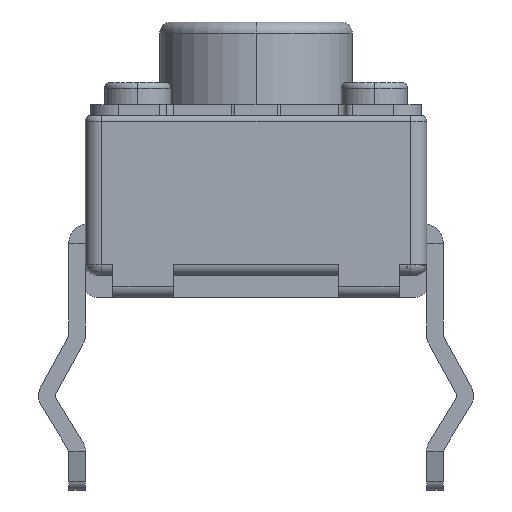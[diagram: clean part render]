
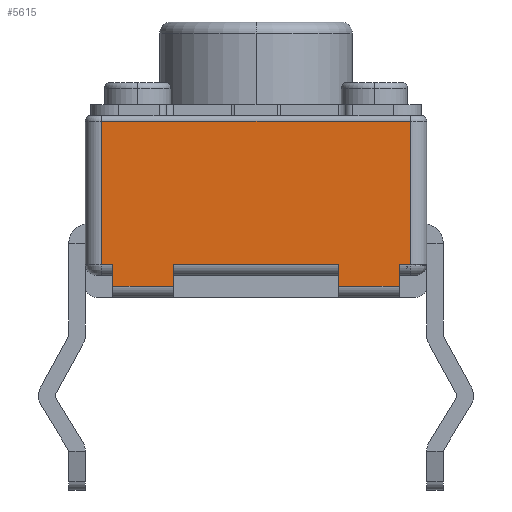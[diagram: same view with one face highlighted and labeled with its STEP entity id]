
A CAD part, front view. The second image highlights one B-rep face of the part: STEP entity #5615.
In plain terms, the highlighted planar face has unit normal (0, -1, 0).
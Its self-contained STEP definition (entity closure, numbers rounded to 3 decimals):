
#1860 = VERTEX_POINT('',#1861);
#1861 = CARTESIAN_POINT('',(-1.5,-3.1,0.6));
#1868 = EDGE_CURVE('',#1860,#1869,#1871,.T.);
#1869 = VERTEX_POINT('',#1870);
#1870 = CARTESIAN_POINT('',(-1.5,-3.1,0.2));
#1871 = LINE('',#1872,#1873);
#1872 = CARTESIAN_POINT('',(-1.5,-3.1,0.4));
#1873 = VECTOR('',#1874,1.);
#1874 = DIRECTION('',(0.,0.,-1.));
#1922 = EDGE_CURVE('',#1923,#1925,#1927,.T.);
#1923 = VERTEX_POINT('',#1924);
#1924 = CARTESIAN_POINT('',(1.5,-3.1,0.2));
#1925 = VERTEX_POINT('',#1926);
#1926 = CARTESIAN_POINT('',(1.5,-3.1,0.6));
#1927 = LINE('',#1928,#1929);
#1928 = CARTESIAN_POINT('',(1.5,-3.1,0.4));
#1929 = VECTOR('',#1930,1.);
#1930 = DIRECTION('',(0.,0.,1.));
#3338 = VERTEX_POINT('',#3339);
#3339 = CARTESIAN_POINT('',(-2.6,-3.1,0.2));
#3346 = EDGE_CURVE('',#3338,#3347,#3349,.T.);
#3347 = VERTEX_POINT('',#3348);
#3348 = CARTESIAN_POINT('',(-2.6,-3.1,0.6));
#3349 = LINE('',#3350,#3351);
#3350 = CARTESIAN_POINT('',(-2.6,-3.1,0.4));
#3351 = VECTOR('',#3352,1.);
#3352 = DIRECTION('',(0.,0.,1.));
#3998 = VERTEX_POINT('',#3999);
#3999 = CARTESIAN_POINT('',(2.6,-3.1,0.6));
#4006 = EDGE_CURVE('',#3998,#4007,#4009,.T.);
#4007 = VERTEX_POINT('',#4008);
#4008 = CARTESIAN_POINT('',(2.6,-3.1,0.2));
#4009 = LINE('',#4010,#4011);
#4010 = CARTESIAN_POINT('',(2.6,-3.1,0.4));
#4011 = VECTOR('',#4012,1.);
#4012 = DIRECTION('',(0.,0.,-1.));
#4107 = EDGE_CURVE('',#1925,#1860,#4108,.T.);
#4108 = LINE('',#4109,#4110);
#4109 = CARTESIAN_POINT('',(0.,-3.1,0.6));
#4110 = VECTOR('',#4111,1.);
#4111 = DIRECTION('',(-1.,0.,0.));
#4123 = EDGE_CURVE('',#1869,#3338,#4124,.T.);
#4124 = LINE('',#4125,#4126);
#4125 = CARTESIAN_POINT('',(0.,-3.1,0.2));
#4126 = VECTOR('',#4127,1.);
#4127 = DIRECTION('',(-1.,0.,0.));
#4141 = EDGE_CURVE('',#3347,#4142,#4144,.T.);
#4142 = VERTEX_POINT('',#4143);
#4143 = CARTESIAN_POINT('',(-2.8,-3.1,0.6));
#4144 = LINE('',#4145,#4146);
#4145 = CARTESIAN_POINT('',(0.,-3.1,0.6));
#4146 = VECTOR('',#4147,1.);
#4147 = DIRECTION('',(-1.,0.,0.));
#4189 = VERTEX_POINT('',#4190);
#4190 = CARTESIAN_POINT('',(-2.8,-3.1,3.2));
#4197 = EDGE_CURVE('',#4189,#4198,#4200,.T.);
#4198 = VERTEX_POINT('',#4199);
#4199 = CARTESIAN_POINT('',(2.8,-3.1,3.2));
#4200 = LINE('',#4201,#4202);
#4201 = CARTESIAN_POINT('',(0.,-3.1,3.2));
#4202 = VECTOR('',#4203,1.);
#4203 = DIRECTION('',(1.,0.,0.));
#4237 = EDGE_CURVE('',#4007,#1923,#4238,.T.);
#4238 = LINE('',#4239,#4240);
#4239 = CARTESIAN_POINT('',(0.,-3.1,0.2));
#4240 = VECTOR('',#4241,1.);
#4241 = DIRECTION('',(-1.,0.,0.));
#4264 = VERTEX_POINT('',#4265);
#4265 = CARTESIAN_POINT('',(2.8,-3.1,0.6));
#4272 = EDGE_CURVE('',#4264,#3998,#4273,.T.);
#4273 = LINE('',#4274,#4275);
#4274 = CARTESIAN_POINT('',(0.,-3.1,0.6));
#4275 = VECTOR('',#4276,1.);
#4276 = DIRECTION('',(-1.,0.,0.));
#5615 = ADVANCED_FACE('',(#5616),#5640,.F.);
#5616 = FACE_BOUND('',#5617,.T.);
#5617 = EDGE_LOOP('',(#5618,#5619,#5620,#5626,#5627,#5633,#5634,#5635,
    #5636,#5637,#5638,#5639));
#5618 = ORIENTED_EDGE('',*,*,#4006,.F.);
#5619 = ORIENTED_EDGE('',*,*,#4272,.F.);
#5620 = ORIENTED_EDGE('',*,*,#5621,.F.);
#5621 = EDGE_CURVE('',#4198,#4264,#5622,.T.);
#5622 = LINE('',#5623,#5624);
#5623 = CARTESIAN_POINT('',(2.8,-3.1,3.3));
#5624 = VECTOR('',#5625,1.);
#5625 = DIRECTION('',(0.,0.,-1.));
#5626 = ORIENTED_EDGE('',*,*,#4197,.F.);
#5627 = ORIENTED_EDGE('',*,*,#5628,.F.);
#5628 = EDGE_CURVE('',#4142,#4189,#5629,.T.);
#5629 = LINE('',#5630,#5631);
#5630 = CARTESIAN_POINT('',(-2.8,-3.1,3.3));
#5631 = VECTOR('',#5632,1.);
#5632 = DIRECTION('',(0.,0.,1.));
#5633 = ORIENTED_EDGE('',*,*,#4141,.F.);
#5634 = ORIENTED_EDGE('',*,*,#3346,.F.);
#5635 = ORIENTED_EDGE('',*,*,#4123,.F.);
#5636 = ORIENTED_EDGE('',*,*,#1868,.F.);
#5637 = ORIENTED_EDGE('',*,*,#4107,.F.);
#5638 = ORIENTED_EDGE('',*,*,#1922,.F.);
#5639 = ORIENTED_EDGE('',*,*,#4237,.F.);
#5640 = PLANE('',#5641);
#5641 = AXIS2_PLACEMENT_3D('',#5642,#5643,#5644);
#5642 = CARTESIAN_POINT('',(0.,-3.1,3.3));
#5643 = DIRECTION('',(-0.,1.,0.));
#5644 = DIRECTION('',(1.,0.,0.));
